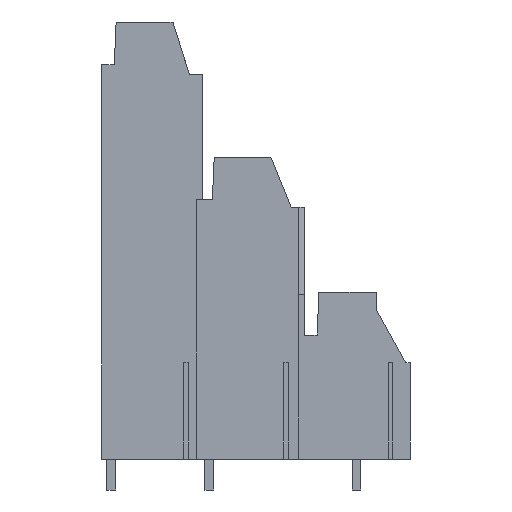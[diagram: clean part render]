
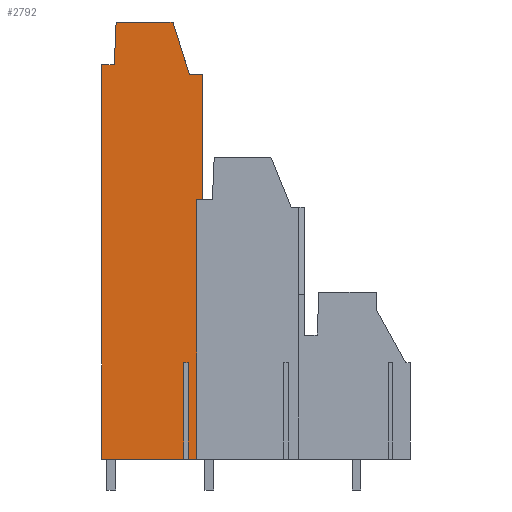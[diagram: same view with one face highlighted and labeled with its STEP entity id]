
A CAD part, left-side view. The second image highlights one B-rep face of the part: STEP entity #2792.
In plain terms, the highlighted planar face has unit normal (-1, 0, 0).
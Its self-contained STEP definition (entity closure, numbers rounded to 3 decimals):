
#2708=AXIS2_PLACEMENT_3D('Plane Axis2P3D',#2705,#2706,#2707) ;
#1800=CARTESIAN_POINT('Vertex',(2.54,22.131,3.2)) ;
#1803=CARTESIAN_POINT('Line Origine',(2.54,22.578,3.2)) ;
#1807=CARTESIAN_POINT('Vertex',(2.54,23.025,3.2)) ;
#1856=CARTESIAN_POINT('Vertex',(2.54,23.475,3.2)) ;
#1859=CARTESIAN_POINT('Line Origine',(2.54,27.738,3.2)) ;
#1863=CARTESIAN_POINT('Vertex',(2.54,32.,3.2)) ;
#2662=CARTESIAN_POINT('Vertex',(2.54,23.025,13.2)) ;
#2665=CARTESIAN_POINT('Line Origine',(2.54,23.25,13.2)) ;
#2669=CARTESIAN_POINT('Vertex',(2.54,23.475,13.2)) ;
#2693=CARTESIAN_POINT('Line Origine',(2.54,23.025,8.2)) ;
#2705=CARTESIAN_POINT('Axis2P3D Location',(2.54,21.84,31.2)) ;
#2710=CARTESIAN_POINT('Line Origine',(2.54,22.131,16.625)) ;
#2714=CARTESIAN_POINT('Vertex',(2.54,22.131,30.05)) ;
#2717=CARTESIAN_POINT('Line Origine',(2.54,21.811,30.05)) ;
#2721=CARTESIAN_POINT('Vertex',(2.54,21.49,30.05)) ;
#2724=CARTESIAN_POINT('Line Origine',(2.54,21.49,36.525)) ;
#2728=CARTESIAN_POINT('Vertex',(2.54,21.49,43.)) ;
#2731=CARTESIAN_POINT('Line Origine',(2.54,22.194,43.)) ;
#2735=CARTESIAN_POINT('Vertex',(2.54,22.898,43.)) ;
#2738=CARTESIAN_POINT('Line Origine',(2.54,23.745,45.735)) ;
#2742=CARTESIAN_POINT('Vertex',(2.54,24.592,48.47)) ;
#2745=CARTESIAN_POINT('Line Origine',(2.54,27.54,48.47)) ;
#2749=CARTESIAN_POINT('Vertex',(2.54,30.488,48.47)) ;
#2752=CARTESIAN_POINT('Line Origine',(2.54,30.584,46.26)) ;
#2756=CARTESIAN_POINT('Vertex',(2.54,30.681,44.05)) ;
#2759=CARTESIAN_POINT('Line Origine',(2.54,31.34,44.05)) ;
#2763=CARTESIAN_POINT('Vertex',(2.54,32.,44.05)) ;
#2766=CARTESIAN_POINT('Line Origine',(2.54,32.,23.625)) ;
#2771=CARTESIAN_POINT('Line Origine',(2.54,23.475,8.2)) ;
#1804=DIRECTION('Vector Direction',(0.,1.,0.)) ;
#1860=DIRECTION('Vector Direction',(0.,1.,0.)) ;
#2666=DIRECTION('Vector Direction',(0.,-1.,0.)) ;
#2694=DIRECTION('Vector Direction',(0.,0.,1.)) ;
#2706=DIRECTION('Axis2P3D Direction',(1.,0.,0.)) ;
#2707=DIRECTION('Axis2P3D XDirection',(0.,1.,0.)) ;
#2711=DIRECTION('Vector Direction',(0.,0.,-1.)) ;
#2718=DIRECTION('Vector Direction',(0.,1.,0.)) ;
#2725=DIRECTION('Vector Direction',(0.,0.,1.)) ;
#2732=DIRECTION('Vector Direction',(0.,-1.,0.)) ;
#2739=DIRECTION('Vector Direction',(0.,-0.296,-0.955)) ;
#2746=DIRECTION('Vector Direction',(0.,1.,0.)) ;
#2753=DIRECTION('Vector Direction',(0.,-0.044,0.999)) ;
#2760=DIRECTION('Vector Direction',(0.,-1.,0.)) ;
#2767=DIRECTION('Vector Direction',(0.,0.,1.)) ;
#2772=DIRECTION('Vector Direction',(0.,0.,1.)) ;
#1805=VECTOR('Line Direction',#1804,1.) ;
#1861=VECTOR('Line Direction',#1860,1.) ;
#2667=VECTOR('Line Direction',#2666,1.) ;
#2695=VECTOR('Line Direction',#2694,1.) ;
#2712=VECTOR('Line Direction',#2711,1.) ;
#2719=VECTOR('Line Direction',#2718,1.) ;
#2726=VECTOR('Line Direction',#2725,1.) ;
#2733=VECTOR('Line Direction',#2732,1.) ;
#2740=VECTOR('Line Direction',#2739,1.) ;
#2747=VECTOR('Line Direction',#2746,1.) ;
#2754=VECTOR('Line Direction',#2753,1.) ;
#2761=VECTOR('Line Direction',#2760,1.) ;
#2768=VECTOR('Line Direction',#2767,1.) ;
#2773=VECTOR('Line Direction',#2772,1.) ;
#2777=ORIENTED_EDGE('',*,*,#2716,.F.) ;
#2778=ORIENTED_EDGE('',*,*,#2723,.F.) ;
#2779=ORIENTED_EDGE('',*,*,#2730,.T.) ;
#2780=ORIENTED_EDGE('',*,*,#2737,.F.) ;
#2781=ORIENTED_EDGE('',*,*,#2744,.F.) ;
#2782=ORIENTED_EDGE('',*,*,#2751,.T.) ;
#2783=ORIENTED_EDGE('',*,*,#2758,.F.) ;
#2784=ORIENTED_EDGE('',*,*,#2765,.F.) ;
#2785=ORIENTED_EDGE('',*,*,#2770,.F.) ;
#2786=ORIENTED_EDGE('',*,*,#1865,.F.) ;
#2787=ORIENTED_EDGE('',*,*,#2775,.T.) ;
#2788=ORIENTED_EDGE('',*,*,#2671,.T.) ;
#2789=ORIENTED_EDGE('',*,*,#2697,.F.) ;
#2790=ORIENTED_EDGE('',*,*,#1809,.F.) ;
#2792=ADVANCED_FACE('housing',(#2791),#2709,.F.) ;
#1809=EDGE_CURVE('',#1801,#1808,#1806,.T.) ;
#1865=EDGE_CURVE('',#1857,#1864,#1862,.T.) ;
#2671=EDGE_CURVE('',#2670,#2663,#2668,.T.) ;
#2697=EDGE_CURVE('',#1808,#2663,#2696,.T.) ;
#2716=EDGE_CURVE('',#2715,#1801,#2713,.T.) ;
#2723=EDGE_CURVE('',#2722,#2715,#2720,.T.) ;
#2730=EDGE_CURVE('',#2722,#2729,#2727,.T.) ;
#2737=EDGE_CURVE('',#2736,#2729,#2734,.T.) ;
#2744=EDGE_CURVE('',#2743,#2736,#2741,.T.) ;
#2751=EDGE_CURVE('',#2743,#2750,#2748,.T.) ;
#2758=EDGE_CURVE('',#2757,#2750,#2755,.T.) ;
#2765=EDGE_CURVE('',#2764,#2757,#2762,.T.) ;
#2770=EDGE_CURVE('',#1864,#2764,#2769,.T.) ;
#2775=EDGE_CURVE('',#1857,#2670,#2774,.T.) ;
#2776=EDGE_LOOP('',(#2777,#2778,#2779,#2780,#2781,#2782,#2783,#2784,#2785,#2786,#2787,#2788,#2789,#2790)) ;
#2791=FACE_OUTER_BOUND('',#2776,.T.) ;
#1806=LINE('Line',#1803,#1805) ;
#1862=LINE('Line',#1859,#1861) ;
#2668=LINE('Line',#2665,#2667) ;
#2696=LINE('Line',#2693,#2695) ;
#2713=LINE('Line',#2710,#2712) ;
#2720=LINE('Line',#2717,#2719) ;
#2727=LINE('Line',#2724,#2726) ;
#2734=LINE('Line',#2731,#2733) ;
#2741=LINE('Line',#2738,#2740) ;
#2748=LINE('Line',#2745,#2747) ;
#2755=LINE('Line',#2752,#2754) ;
#2762=LINE('Line',#2759,#2761) ;
#2769=LINE('Line',#2766,#2768) ;
#2774=LINE('Line',#2771,#2773) ;
#2709=PLANE('',#2708) ;
#1801=VERTEX_POINT('',#1800) ;
#1808=VERTEX_POINT('',#1807) ;
#1857=VERTEX_POINT('',#1856) ;
#1864=VERTEX_POINT('',#1863) ;
#2663=VERTEX_POINT('',#2662) ;
#2670=VERTEX_POINT('',#2669) ;
#2715=VERTEX_POINT('',#2714) ;
#2722=VERTEX_POINT('',#2721) ;
#2729=VERTEX_POINT('',#2728) ;
#2736=VERTEX_POINT('',#2735) ;
#2743=VERTEX_POINT('',#2742) ;
#2750=VERTEX_POINT('',#2749) ;
#2757=VERTEX_POINT('',#2756) ;
#2764=VERTEX_POINT('',#2763) ;
